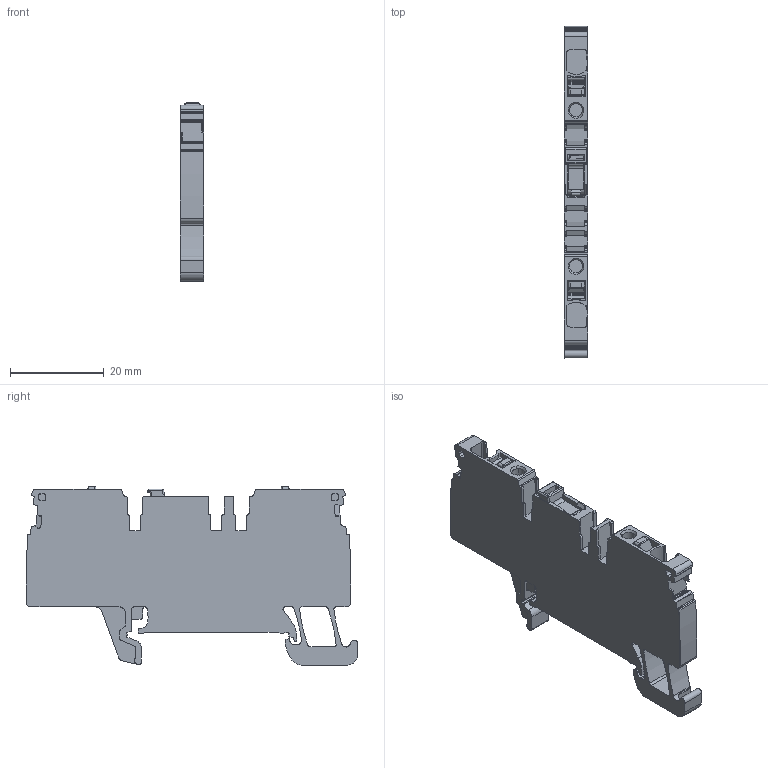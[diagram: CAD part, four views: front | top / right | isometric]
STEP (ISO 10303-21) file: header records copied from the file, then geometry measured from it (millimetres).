
FILE_DESCRIPTION(('CATIA V5 STEP Exchange','CAx-IF Rec.Pracs.--- Model Styling and Organization---1.5--- 2016-08-15','CAx-IF Rec.Pracs.---Supplemental Geometry---1.0---2011-11-01','CAx-IF Rec.Pracs.--- Composite Materials ---1.1---2010-07-15'),'2;1');
FILE_NAME ('1925497-2_0', '2024-06-04T03:57:39+00:00', ('none'), ('Weidmueller'), 'CATIA Version 5-6 Release 2022 SP4 HF5', 'CATIA V5 STEP AP214 v3', 'none');
FILE_SCHEMA(('AUTOMOTIVE_DESIGN { 1 0 10303 214 1 1 1 1 }'));
Length unit declared in the file: millimetre
Products named in the file (1): 2974120000
Bounding box: 5.1 x 70.98 x 38.1 mm (x, y, z)
Volume: 9018.3 mm3; surface area: 6657.5 mm2
Topology: 1 solids, 2 shells, 878 faces, 2503 edges, 1628 vertices
Faces by surface type: cylinder 442, plane 343, torus 33, bspline 24, cone 23, extrusion 11, sphere 2
Entity records: 29063 total; most frequent: CARTESIAN_POINT 6945, ORIENTED_EDGE 4998, DIRECTION 3807, EDGE_CURVE 2499, VERTEX_POINT 1628, AXIS2_PLACEMENT_3D 1524, VECTOR 1523, LINE 1512
